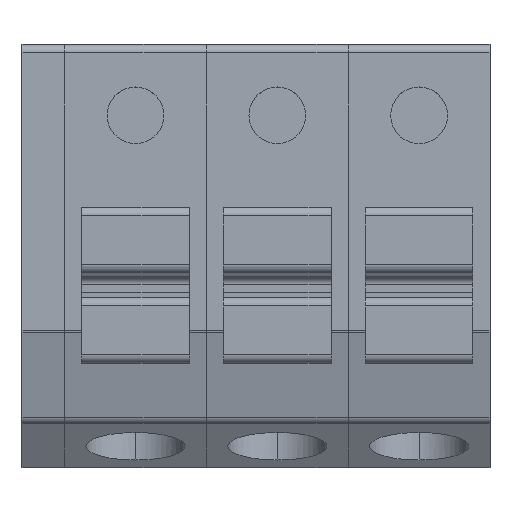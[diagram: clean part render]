
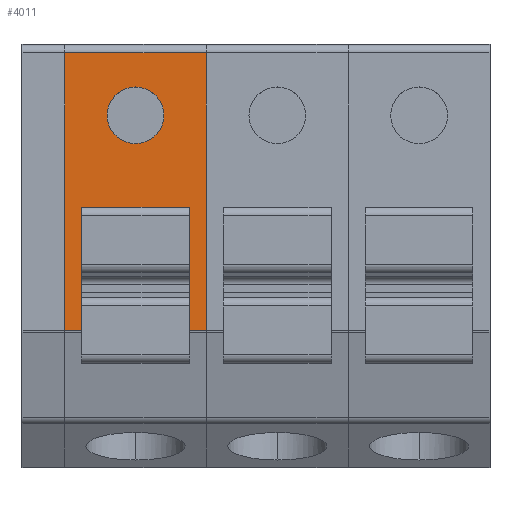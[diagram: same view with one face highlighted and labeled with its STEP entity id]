
A CAD part, top view. The second image highlights one B-rep face of the part: STEP entity #4011.
In plain terms, the highlighted planar face has unit normal (0, 0, 1).
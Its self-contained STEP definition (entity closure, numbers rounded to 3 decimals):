
#7 = LINE ( 'NONE', #20699, #28744 ) ;
#78 = EDGE_CURVE ( 'NONE', #29728, #24904, #3203, .T. ) ;
#164 = DIRECTION ( 'NONE',  ( 0., 1., 0. ) ) ;
#919 = CARTESIAN_POINT ( 'NONE',  ( -1.75, 0., 10.9 ) ) ;
#1502 = DIRECTION ( 'NONE',  ( -1., 0., 0. ) ) ;
#1546 = ORIENTED_EDGE ( 'NONE', *, *, #12529, .T. ) ;
#2028 = VECTOR ( 'NONE', #10143, 1000. ) ;
#2625 = DIRECTION ( 'NONE',  ( 0., -1., 0. ) ) ;
#2786 = LINE ( 'NONE', #13090, #21804 ) ;
#3203 = LINE ( 'NONE', #31985, #6791 ) ;
#3248 = CARTESIAN_POINT ( 'NONE',  ( -6.15, 7.5, 10.9 ) ) ;
#3272 = DIRECTION ( 'NONE',  ( 0., -1., 0. ) ) ;
#3460 = CARTESIAN_POINT ( 'NONE',  ( -3.25, 5., 10.9 ) ) ;
#3610 = DIRECTION ( 'NONE',  ( 0., 1., 0. ) ) ;
#3967 = EDGE_CURVE ( 'NONE', #21660, #21820, #2786, .T. ) ;
#4010 = LINE ( 'NONE', #17479, #17648 ) ;
#4011 = ADVANCED_FACE ( 'NONE', ( #8084, #28532, #5515 ), #17958, .T. ) ;
#4198 = VERTEX_POINT ( 'NONE', #30531 ) ;
#4324 = VERTEX_POINT ( 'NONE', #5638 ) ;
#4734 = CARTESIAN_POINT ( 'NONE',  ( -5.55, -2.25, 10.9 ) ) ;
#5046 = CARTESIAN_POINT ( 'NONE',  ( -5.55, 0.25, 10.9 ) ) ;
#5171 = EDGE_CURVE ( 'NONE', #25904, #32462, #7, .T. ) ;
#5179 = CARTESIAN_POINT ( 'NONE',  ( -1.75, 0., 10.9 ) ) ;
#5254 = LINE ( 'NONE', #23071, #12743 ) ;
#5515 = FACE_OUTER_BOUND ( 'NONE', #27381, .T. ) ;
#5638 = CARTESIAN_POINT ( 'NONE',  ( -2.35, 0.25, 10.9 ) ) ;
#6556 = VERTEX_POINT ( 'NONE', #24153 ) ;
#6629 = EDGE_CURVE ( 'NONE', #21660, #24904, #29689, .T. ) ;
#6791 = VECTOR ( 'NONE', #29448, 1000. ) ;
#6817 = AXIS2_PLACEMENT_3D ( 'NONE', #5179, #15409, #2625 ) ;
#7086 = VERTEX_POINT ( 'NONE', #5046 ) ;
#7707 = ORIENTED_EDGE ( 'NONE', *, *, #26920, .T. ) ;
#7914 = DIRECTION ( 'NONE',  ( 1., 0., 0. ) ) ;
#8084 = FACE_BOUND ( 'NONE', #28655, .T. ) ;
#8394 = VERTEX_POINT ( 'NONE', #20220 ) ;
#8701 = DIRECTION ( 'NONE',  ( 0., -1., 0. ) ) ;
#8803 = CARTESIAN_POINT ( 'NONE',  ( -4.25, 5., 10.9 ) ) ;
#9075 = VECTOR ( 'NONE', #8701, 1000. ) ;
#9600 = LINE ( 'NONE', #12429, #24902 ) ;
#9774 = DIRECTION ( 'NONE',  ( -1., 0., 0. ) ) ;
#9887 = DIRECTION ( 'NONE',  ( 0., 0., 1. ) ) ;
#10093 = EDGE_CURVE ( 'NONE', #25904, #4324, #28493, .T. ) ;
#10143 = DIRECTION ( 'NONE',  ( 1., 0., 0. ) ) ;
#10174 = AXIS2_PLACEMENT_3D ( 'NONE', #8803, #29272, #29441 ) ;
#10619 = ORIENTED_EDGE ( 'NONE', *, *, #14083, .F. ) ;
#10720 = CIRCLE ( 'NONE', #10174, 1. ) ;
#11743 = EDGE_CURVE ( 'NONE', #31921, #20709, #10720, .T. ) ;
#11861 = CARTESIAN_POINT ( 'NONE',  ( -6.75, 0., 10.9 ) ) ;
#12342 = VECTOR ( 'NONE', #22102, 1000. ) ;
#12429 = CARTESIAN_POINT ( 'NONE',  ( -5.55, 0.35, 10.9 ) ) ;
#12529 = EDGE_CURVE ( 'NONE', #24594, #6556, #4010, .T. ) ;
#12743 = VECTOR ( 'NONE', #12991, 1000. ) ;
#12991 = DIRECTION ( 'NONE',  ( -1., 0., 0. ) ) ;
#13090 = CARTESIAN_POINT ( 'NONE',  ( -1.75, -2.576, 10.9 ) ) ;
#14083 = EDGE_CURVE ( 'NONE', #24594, #8394, #15298, .T. ) ;
#14103 = ORIENTED_EDGE ( 'NONE', *, *, #31758, .F. ) ;
#14308 = CARTESIAN_POINT ( 'NONE',  ( -2.95, 0.25, 10.9 ) ) ;
#14599 = ORIENTED_EDGE ( 'NONE', *, *, #5171, .F. ) ;
#14924 = EDGE_LOOP ( 'NONE', ( #15315, #14103, #14599, #22983, #15119, #19646, #10619, #1546, #28646, #7707 ) ) ;
#14928 = LINE ( 'NONE', #33138, #20637 ) ;
#15119 = ORIENTED_EDGE ( 'NONE', *, *, #24155, .T. ) ;
#15298 = LINE ( 'NONE', #4734, #2028 ) ;
#15315 = ORIENTED_EDGE ( 'NONE', *, *, #30938, .F. ) ;
#15369 = ORIENTED_EDGE ( 'NONE', *, *, #6629, .F. ) ;
#15409 = DIRECTION ( 'NONE',  ( 0., 0., 1. ) ) ;
#15761 = VECTOR ( 'NONE', #3610, 1000. ) ;
#16051 = LINE ( 'NONE', #3248, #9075 ) ;
#16302 = AXIS2_PLACEMENT_3D ( 'NONE', #19789, #9887, #24665 ) ;
#16367 = ORIENTED_EDGE ( 'NONE', *, *, #3967, .T. ) ;
#16446 = VERTEX_POINT ( 'NONE', #24182 ) ;
#17479 = CARTESIAN_POINT ( 'NONE',  ( -1.75, -2.25, 10.9 ) ) ;
#17648 = VECTOR ( 'NONE', #1502, 1000. ) ;
#17797 = CARTESIAN_POINT ( 'NONE',  ( -1.75, 0.25, 10.9 ) ) ;
#17958 = PLANE ( 'NONE',  #6817 ) ;
#18299 = EDGE_CURVE ( 'NONE', #32280, #8394, #5254, .T. ) ;
#19646 = ORIENTED_EDGE ( 'NONE', *, *, #18299, .T. ) ;
#19789 = CARTESIAN_POINT ( 'NONE',  ( -4.25, 5., 10.9 ) ) ;
#19983 = DIRECTION ( 'NONE',  ( 1., 0., 0. ) ) ;
#20220 = CARTESIAN_POINT ( 'NONE',  ( -2.95, -2.25, 10.9 ) ) ;
#20374 = VECTOR ( 'NONE', #19983, 1000. ) ;
#20637 = VECTOR ( 'NONE', #9774, 1000. ) ;
#20699 = CARTESIAN_POINT ( 'NONE',  ( -2.95, 0.35, 10.9 ) ) ;
#20709 = VERTEX_POINT ( 'NONE', #25210 ) ;
#21144 = VECTOR ( 'NONE', #25644, 1000. ) ;
#21440 = CARTESIAN_POINT ( 'NONE',  ( -2.35, -2.25, 10.9 ) ) ;
#21660 = VERTEX_POINT ( 'NONE', #28920 ) ;
#21804 = VECTOR ( 'NONE', #7914, 1000. ) ;
#21820 = VERTEX_POINT ( 'NONE', #26732 ) ;
#22102 = DIRECTION ( 'NONE',  ( 0., 1., 0. ) ) ;
#22219 = CIRCLE ( 'NONE', #16302, 1. ) ;
#22983 = ORIENTED_EDGE ( 'NONE', *, *, #10093, .T. ) ;
#23071 = CARTESIAN_POINT ( 'NONE',  ( -1.75, -2.25, 10.9 ) ) ;
#23317 = CARTESIAN_POINT ( 'NONE',  ( -2.35, 7.5, 10.9 ) ) ;
#24037 = ORIENTED_EDGE ( 'NONE', *, *, #31285, .F. ) ;
#24153 = CARTESIAN_POINT ( 'NONE',  ( -6.15, -2.25, 10.9 ) ) ;
#24155 = EDGE_CURVE ( 'NONE', #4324, #32280, #26341, .T. ) ;
#24182 = CARTESIAN_POINT ( 'NONE',  ( -5.55, 0.35, 10.9 ) ) ;
#24422 = CARTESIAN_POINT ( 'NONE',  ( -1.75, 7.2, 10.9 ) ) ;
#24594 = VERTEX_POINT ( 'NONE', #31702 ) ;
#24665 = DIRECTION ( 'NONE',  ( 1., 0., 0. ) ) ;
#24902 = VECTOR ( 'NONE', #30415, 1000. ) ;
#24904 = VERTEX_POINT ( 'NONE', #29734 ) ;
#25210 = CARTESIAN_POINT ( 'NONE',  ( -5.25, 5., 10.9 ) ) ;
#25514 = EDGE_CURVE ( 'NONE', #21820, #29728, #26502, .T. ) ;
#25644 = DIRECTION ( 'NONE',  ( 1., 0., 0. ) ) ;
#25904 = VERTEX_POINT ( 'NONE', #14308 ) ;
#26341 = LINE ( 'NONE', #23317, #31804 ) ;
#26502 = LINE ( 'NONE', #919, #15761 ) ;
#26732 = CARTESIAN_POINT ( 'NONE',  ( -1.75, -2.576, 10.9 ) ) ;
#26920 = EDGE_CURVE ( 'NONE', #4198, #7086, #29462, .T. ) ;
#27381 = EDGE_LOOP ( 'NONE', ( #27934, #31366, #15369, #16367 ) ) ;
#27934 = ORIENTED_EDGE ( 'NONE', *, *, #25514, .T. ) ;
#28493 = LINE ( 'NONE', #31042, #21144 ) ;
#28532 = FACE_BOUND ( 'NONE', #14924, .T. ) ;
#28558 = EDGE_CURVE ( 'NONE', #4198, #6556, #16051, .T. ) ;
#28646 = ORIENTED_EDGE ( 'NONE', *, *, #28558, .F. ) ;
#28655 = EDGE_LOOP ( 'NONE', ( #32374, #24037 ) ) ;
#28744 = VECTOR ( 'NONE', #164, 1000. ) ;
#28920 = CARTESIAN_POINT ( 'NONE',  ( -6.75, -2.576, 10.9 ) ) ;
#29272 = DIRECTION ( 'NONE',  ( 0., 0., 1. ) ) ;
#29441 = DIRECTION ( 'NONE',  ( 1., 0., 0. ) ) ;
#29448 = DIRECTION ( 'NONE',  ( -1., 0., 0. ) ) ;
#29462 = LINE ( 'NONE', #17797, #20374 ) ;
#29689 = LINE ( 'NONE', #11861, #12342 ) ;
#29728 = VERTEX_POINT ( 'NONE', #24422 ) ;
#29734 = CARTESIAN_POINT ( 'NONE',  ( -6.75, 7.2, 10.9 ) ) ;
#30415 = DIRECTION ( 'NONE',  ( 0., -1., 0. ) ) ;
#30531 = CARTESIAN_POINT ( 'NONE',  ( -6.15, 0.25, 10.9 ) ) ;
#30938 = EDGE_CURVE ( 'NONE', #16446, #7086, #9600, .T. ) ;
#31042 = CARTESIAN_POINT ( 'NONE',  ( -1.75, 0.25, 10.9 ) ) ;
#31197 = CARTESIAN_POINT ( 'NONE',  ( -2.95, 0.35, 10.9 ) ) ;
#31285 = EDGE_CURVE ( 'NONE', #20709, #31921, #22219, .T. ) ;
#31366 = ORIENTED_EDGE ( 'NONE', *, *, #78, .T. ) ;
#31702 = CARTESIAN_POINT ( 'NONE',  ( -5.55, -2.25, 10.9 ) ) ;
#31758 = EDGE_CURVE ( 'NONE', #32462, #16446, #14928, .T. ) ;
#31804 = VECTOR ( 'NONE', #3272, 1000. ) ;
#31921 = VERTEX_POINT ( 'NONE', #3460 ) ;
#31985 = CARTESIAN_POINT ( 'NONE',  ( -1.75, 7.2, 10.9 ) ) ;
#32280 = VERTEX_POINT ( 'NONE', #21440 ) ;
#32374 = ORIENTED_EDGE ( 'NONE', *, *, #11743, .F. ) ;
#32462 = VERTEX_POINT ( 'NONE', #31197 ) ;
#33138 = CARTESIAN_POINT ( 'NONE',  ( -5.55, 0.35, 10.9 ) ) ;
